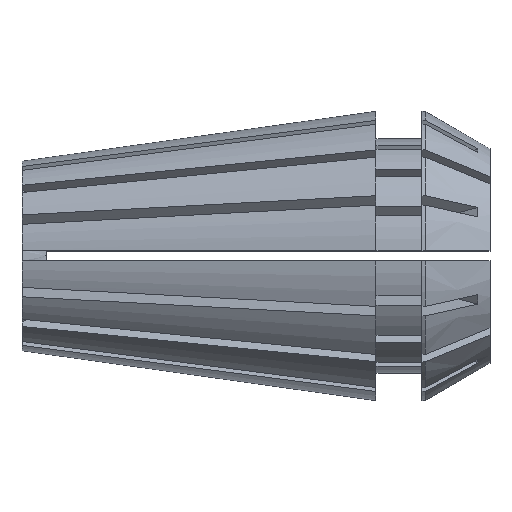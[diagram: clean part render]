
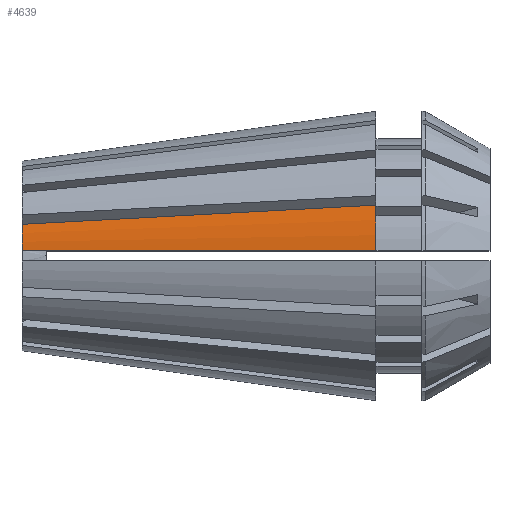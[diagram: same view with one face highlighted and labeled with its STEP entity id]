
A CAD part, top view. The second image highlights one B-rep face of the part: STEP entity #4639.
In plain terms, the highlighted conical face has half-angle 8 degrees and reference radius 8.5 mm.
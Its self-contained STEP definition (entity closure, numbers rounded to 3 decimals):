
#27 = VERTEX_POINT ( 'NONE', #672 ) ;
#57 = AXIS2_PLACEMENT_3D ( 'NONE', #681, #3602, #1107 ) ;
#246 = CARTESIAN_POINT ( 'NONE',  ( 3.232, 2.028, 5.68 ) ) ;
#295 = AXIS2_PLACEMENT_3D ( 'NONE', #2833, #1257, #4178 ) ;
#611 = EDGE_CURVE ( 'NONE', #27, #4153, #5354, .T. ) ;
#672 = CARTESIAN_POINT ( 'NONE',  ( 20.8, 0.3, 8.495 ) ) ;
#681 = CARTESIAN_POINT ( 'NONE',  ( 0., 0., 0. ) ) ;
#717 = EDGE_CURVE ( 'NONE', #27, #2946, #2245, .T. ) ;
#918 = DIRECTION ( 'NONE',  ( 0., 0., 1. ) ) ;
#983 = DIRECTION ( 'NONE',  ( -1., 0., 0. ) ) ;
#1039 = CARTESIAN_POINT ( 'NONE',  ( 20.8, 0., 0. ) ) ;
#1107 = DIRECTION ( 'NONE',  ( 0., 0., 1. ) ) ;
#1257 = DIRECTION ( 'NONE',  ( 1., 0., 0. ) ) ;
#1419 = B_SPLINE_CURVE_WITH_KNOTS ( 'NONE', 3,
 ( #3630, #246, #4049, #1551, #4489, #1967, #4923 ),
 .UNSPECIFIED., .F., .F.,
 ( 4, 3, 4 ),
 ( 0., 0.01, 0.021 ),
 .UNSPECIFIED. ) ;
#1465 = ORIENTED_EDGE ( 'NONE', *, *, #717, .T. ) ;
#1551 = CARTESIAN_POINT ( 'NONE',  ( 9.696, 2.376, 6.52 ) ) ;
#1569 = CARTESIAN_POINT ( 'NONE',  ( 0., 1.854, 5.26 ) ) ;
#1573 = CARTESIAN_POINT ( 'NONE',  ( 0., 0.3, 5.569 ) ) ;
#1901 = CARTESIAN_POINT ( 'NONE',  ( 0.941, 0.3, 5.701 ) ) ;
#1967 = CARTESIAN_POINT ( 'NONE',  ( 17.099, 2.775, 7.482 ) ) ;
#2066 = CARTESIAN_POINT ( 'NONE',  ( 14.568, 0.3, 7.619 ) ) ;
#2091 = EDGE_LOOP ( 'NONE', ( #2424, #4094, #3504, #1465 ) ) ;
#2211 = FACE_OUTER_BOUND ( 'NONE', #2091, .T. ) ;
#2245 = CIRCLE ( 'NONE', #3506, 8.5 ) ;
#2258 = CARTESIAN_POINT ( 'NONE',  ( 4.758, 0.3, 6.239 ) ) ;
#2424 = ORIENTED_EDGE ( 'NONE', *, *, #4596, .F. ) ;
#2833 = CARTESIAN_POINT ( 'NONE',  ( 20.8, 0., 0. ) ) ;
#2946 = VERTEX_POINT ( 'NONE', #3681 ) ;
#3224 = CARTESIAN_POINT ( 'NONE',  ( 1.411, 0.3, 5.768 ) ) ;
#3504 = ORIENTED_EDGE ( 'NONE', *, *, #611, .F. ) ;
#3506 = AXIS2_PLACEMENT_3D ( 'NONE', #1039, #983, #918 ) ;
#3602 = DIRECTION ( 'NONE',  ( -1., 0., 0. ) ) ;
#3630 = CARTESIAN_POINT ( 'NONE',  ( 0., 1.854, 5.26 ) ) ;
#3681 = CARTESIAN_POINT ( 'NONE',  ( 20.8, 2.974, 7.963 ) ) ;
#3717 = CIRCLE ( 'NONE', #57, 5.577 ) ;
#3781 = CONICAL_SURFACE ( 'NONE', #295, 8.5, 0.14 ) ;
#4022 = CARTESIAN_POINT ( 'NONE',  ( 8.105, 0.3, 6.709 ) ) ;
#4049 = CARTESIAN_POINT ( 'NONE',  ( 6.464, 2.202, 6.1 ) ) ;
#4094 = ORIENTED_EDGE ( 'NONE', *, *, #4925, .F. ) ;
#4102 = CARTESIAN_POINT ( 'NONE',  ( 11.452, 0.3, 7.18 ) ) ;
#4153 = VERTEX_POINT ( 'NONE', #4971 ) ;
#4178 = DIRECTION ( 'NONE',  ( 0., 0., -1. ) ) ;
#4241 = CARTESIAN_POINT ( 'NONE',  ( 0.47, 0.3, 5.635 ) ) ;
#4373 = CARTESIAN_POINT ( 'NONE',  ( 20.8, 0.3, 8.495 ) ) ;
#4489 = CARTESIAN_POINT ( 'NONE',  ( 13.397, 2.575, 7.001 ) ) ;
#4596 = EDGE_CURVE ( 'NONE', #4614, #2946, #1419, .T. ) ;
#4600 = CARTESIAN_POINT ( 'NONE',  ( 17.684, 0.3, 8.057 ) ) ;
#4614 = VERTEX_POINT ( 'NONE', #1569 ) ;
#4639 = ADVANCED_FACE ( 'NONE', ( #2211 ), #3781, .T. ) ;
#4923 = CARTESIAN_POINT ( 'NONE',  ( 20.8, 2.974, 7.963 ) ) ;
#4925 = EDGE_CURVE ( 'NONE', #4153, #4614, #3717, .T. ) ;
#4971 = CARTESIAN_POINT ( 'NONE',  ( 0., 0.3, 5.569 ) ) ;
#5354 = B_SPLINE_CURVE_WITH_KNOTS ( 'NONE', 3,
 ( #4373, #4600, #2066, #4102, #4022, #2258, #3224, #1901, #4241, #1573 ),
 .UNSPECIFIED., .F., .F.,
 ( 4, 3, 3, 4 ),
 ( 0.035, 0.044, 0.054, 0.056 ),
 .UNSPECIFIED. ) ;
